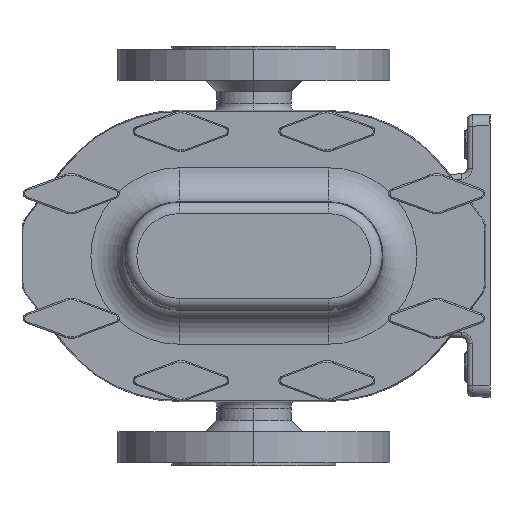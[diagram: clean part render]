
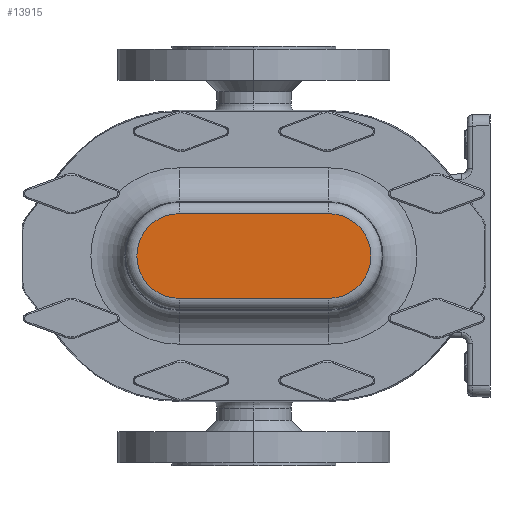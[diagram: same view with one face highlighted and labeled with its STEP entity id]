
A CAD part, left-side view. The second image highlights one B-rep face of the part: STEP entity #13915.
In plain terms, the highlighted face is planar.
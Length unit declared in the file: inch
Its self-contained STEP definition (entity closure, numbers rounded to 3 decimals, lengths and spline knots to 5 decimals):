
#1105 = VECTOR ( 'NONE', #23569, 39.37008 ) ;
#2278 = EDGE_LOOP ( 'NONE', ( #32575, #25527, #30274, #36781 ) ) ;
#3479 = DIRECTION ( 'NONE',  ( 1., 0., 0. ) ) ;
#4453 = DIRECTION ( 'NONE',  ( 0., -1., 0. ) ) ;
#5029 = EDGE_CURVE ( 'NONE', #5739, #34764, #9757, .T. ) ;
#5739 = VERTEX_POINT ( 'NONE', #22514 ) ;
#5826 = CARTESIAN_POINT ( 'NONE',  ( 0., 0., 2.02 ) ) ;
#7076 = VERTEX_POINT ( 'NONE', #33578 ) ;
#7420 = DIRECTION ( 'NONE',  ( 0., 0., 1. ) ) ;
#9415 = AXIS2_PLACEMENT_3D ( 'NONE', #16277, #16477, #38961 ) ;
#9757 = CIRCLE ( 'NONE', #36823, 0.93358 ) ;
#9967 = AXIS2_PLACEMENT_3D ( 'NONE', #5826, #22749, #3479 ) ;
#13356 = DIRECTION ( 'NONE',  ( 1., 0., 0. ) ) ;
#13915 = ADVANCED_FACE ( 'NONE', ( #22619 ), #23050, .T. ) ;
#16229 = VECTOR ( 'NONE', #4453, 39.37008 ) ;
#16277 = CARTESIAN_POINT ( 'NONE',  ( 0., 0., 2.02 ) ) ;
#16477 = DIRECTION ( 'NONE',  ( 0., 0., 1. ) ) ;
#18656 = EDGE_CURVE ( 'NONE', #7076, #5739, #33685, .T. ) ;
#20453 = CARTESIAN_POINT ( 'NONE',  ( 0.93358, 0., 2.02 ) ) ;
#22514 = CARTESIAN_POINT ( 'NONE',  ( -0.93358, -3.3, 2.02 ) ) ;
#22619 = FACE_OUTER_BOUND ( 'NONE', #2278, .T. ) ;
#22749 = DIRECTION ( 'NONE',  ( 0., 0., 1. ) ) ;
#23050 = PLANE ( 'NONE',  #9415 ) ;
#23569 = DIRECTION ( 'NONE',  ( 0., 1., 0. ) ) ;
#25527 = ORIENTED_EDGE ( 'NONE', *, *, #30038, .T. ) ;
#26126 = LINE ( 'NONE', #39075, #1105 ) ;
#26155 = VERTEX_POINT ( 'NONE', #20453 ) ;
#26890 = CIRCLE ( 'NONE', #9967, 0.93358 ) ;
#27105 = CARTESIAN_POINT ( 'NONE',  ( -0.93358, -3.3, 2.02 ) ) ;
#30038 = EDGE_CURVE ( 'NONE', #34764, #26155, #26126, .T. ) ;
#30274 = ORIENTED_EDGE ( 'NONE', *, *, #39721, .T. ) ;
#32575 = ORIENTED_EDGE ( 'NONE', *, *, #5029, .T. ) ;
#33578 = CARTESIAN_POINT ( 'NONE',  ( -0.93358, 0., 2.02 ) ) ;
#33685 = LINE ( 'NONE', #27105, #16229 ) ;
#34764 = VERTEX_POINT ( 'NONE', #37388 ) ;
#35841 = CARTESIAN_POINT ( 'NONE',  ( 0., -3.3, 2.02 ) ) ;
#36781 = ORIENTED_EDGE ( 'NONE', *, *, #18656, .T. ) ;
#36823 = AXIS2_PLACEMENT_3D ( 'NONE', #35841, #7420, #13356 ) ;
#37388 = CARTESIAN_POINT ( 'NONE',  ( 0.93358, -3.3, 2.02 ) ) ;
#38961 = DIRECTION ( 'NONE',  ( 1., 0., 0. ) ) ;
#39075 = CARTESIAN_POINT ( 'NONE',  ( 0.93358, 0., 2.02 ) ) ;
#39721 = EDGE_CURVE ( 'NONE', #26155, #7076, #26890, .T. ) ;
